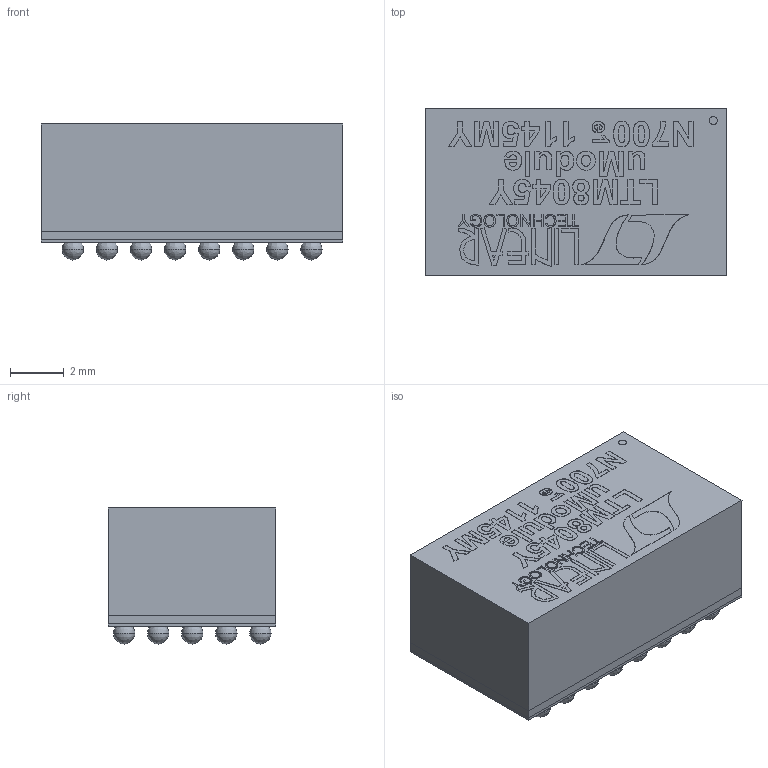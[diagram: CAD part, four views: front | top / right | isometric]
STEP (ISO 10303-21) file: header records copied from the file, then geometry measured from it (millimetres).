
FILE_DESCRIPTION (( 'STEP AP214' ), '1' );
FILE_NAME ('User Library-LTM8045-1.STEP', '2021-05-24T00:35:06', ( '' ), ( '' ), 'SwSTEP 2.0', 'SolidWorks 2021', '' );
FILE_SCHEMA (( 'AUTOMOTIVE_DESIGN' ));
Length unit declared in the file: millimetre
Products named in the file (1): User Library-LTM8045-1
Bounding box: 11.25 x 6.25 x 5.07 mm (x, y, z)
Volume: 311.5 mm3; surface area: 454.1 mm2
Topology: 41 solids, 81 shells, 888 faces, 2455 edges, 1474 vertices
Faces by surface type: bspline 486, plane 400, cylinder 2
Entity records: 30325 total; most frequent: CARTESIAN_POINT 11228, ORIENTED_EDGE 4270, DIRECTION 2447, EDGE_CURVE 2135, VERTEX_POINT 1474, LINE 1317, VECTOR 1317, EDGE_LOOP 953
